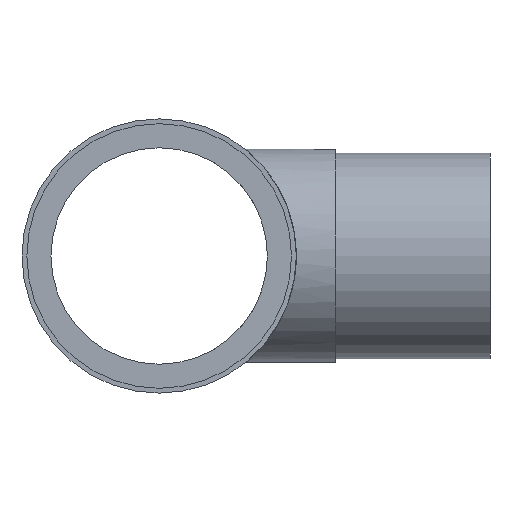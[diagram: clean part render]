
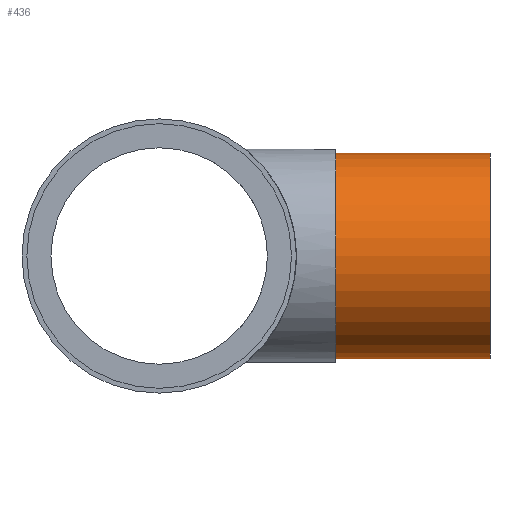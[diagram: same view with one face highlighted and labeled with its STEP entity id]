
A CAD part, front view. The second image highlights one B-rep face of the part: STEP entity #436.
In plain terms, the highlighted cylindrical face has radius 70 mm (diameter 140 mm), a full revolution.
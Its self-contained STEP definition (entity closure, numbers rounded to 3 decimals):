
#395=CARTESIAN_POINT('',(120.,70.,0.));
#396=VERTEX_POINT('',#395);
#397=CARTESIAN_POINT('',(120.,0.,0.));
#398=DIRECTION('',(1.,0.,0.));
#399=DIRECTION('',(0.,1.,0.));
#400=AXIS2_PLACEMENT_3D('',#397,#398,#399);
#401=CIRCLE('',#400,70.);
#402=EDGE_CURVE('',#396,#396,#401,.T.);
#412=CARTESIAN_POINT('',(225.,70.,0.));
#413=VERTEX_POINT('',#412);
#414=CARTESIAN_POINT('',(225.,0.,0.));
#415=DIRECTION('',(1.,0.,0.));
#416=DIRECTION('',(0.,1.,0.));
#417=AXIS2_PLACEMENT_3D('',#414,#415,#416);
#418=CIRCLE('',#417,70.);
#419=EDGE_CURVE('',#413,#413,#418,.T.);
#420=ORIENTED_EDGE('',*,*,#419,.F.);
#421=CARTESIAN_POINT('',(172.5,70.,0.));
#422=DIRECTION('',(1.,0.,0.));
#423=VECTOR('',#422,70.);
#424=LINE('',#421,#423);
#425=EDGE_CURVE('',#396,#413,#424,.T.);
#426=ORIENTED_EDGE('',*,*,#425,.F.);
#427=ORIENTED_EDGE('',*,*,#402,.T.);
#428=ORIENTED_EDGE('',*,*,#425,.T.);
#429=EDGE_LOOP('',(#420,#426,#427,#428));
#430=FACE_OUTER_BOUND('',#429,.T.);
#431=CARTESIAN_POINT('',(172.5,0.,0.));
#432=DIRECTION('',(1.,0.,0.));
#433=DIRECTION('',(0.,1.,0.));
#434=AXIS2_PLACEMENT_3D('',#431,#432,#433);
#435=CYLINDRICAL_SURFACE('',#434,70.);
#436=ADVANCED_FACE('',(#430),#435,.T.);
